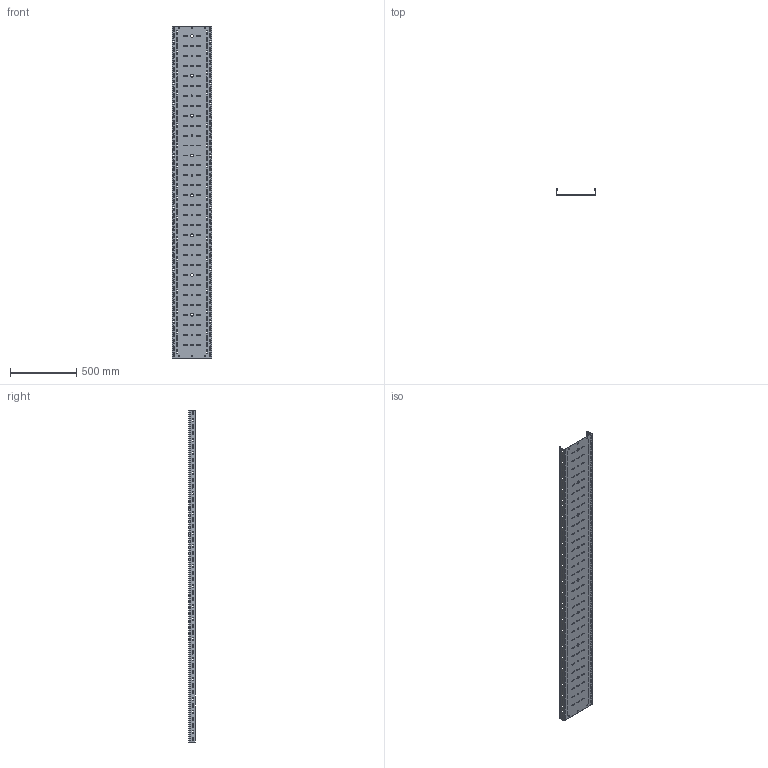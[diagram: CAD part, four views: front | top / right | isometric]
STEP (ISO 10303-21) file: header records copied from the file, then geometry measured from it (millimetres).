
FILE_DESCRIPTION (( 'STEP AP203' ), '1' );
FILE_NAME ('CLP10-050-300-200-D25 Ëîòîê ïåðôîðèðîâàííûé ESCA 50õ300õ2500-2,0 IEK.STEP', '2021-10-04T13:23:51', ( '' ), ( '' ), 'SwSTEP 2.0', 'SolidWorks 2017', '' );
FILE_SCHEMA (( 'CONFIG_CONTROL_DESIGN' ));
Products named in the file (1): CLP10-050-300-200-D25 Ëîòîê ïåðôîðèðîâàííûé ESCA 50õ300õ2500-2,0 IEK
Bounding box: 300 x 49.97 x 2500 mm (x, y, z)
Volume: 2060632.9 mm3; surface area: 1947659.1 mm2
Topology: 1 solids, 1 shells, 1926 faces, 5772 edges, 3848 vertices
Faces by surface type: cylinder 1110, plane 816
Entity records: 67413 total; most frequent: DIRECTION 11846, CARTESIAN_POINT 11547, ORIENTED_EDGE 11544, EDGE_CURVE 5772, AXIS2_PLACEMENT_3D 4147, VERTEX_POINT 3848, LINE 3552, VECTOR 3552
